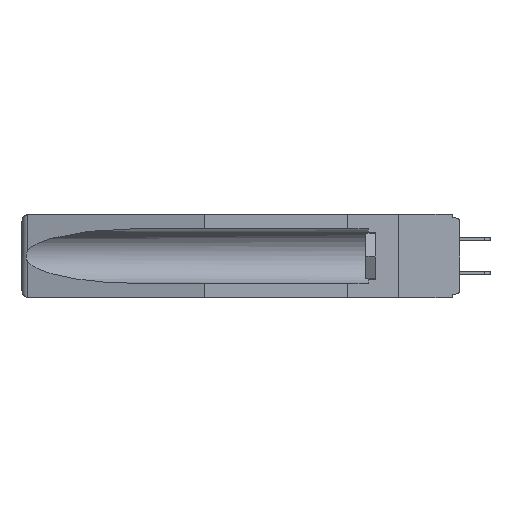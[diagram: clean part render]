
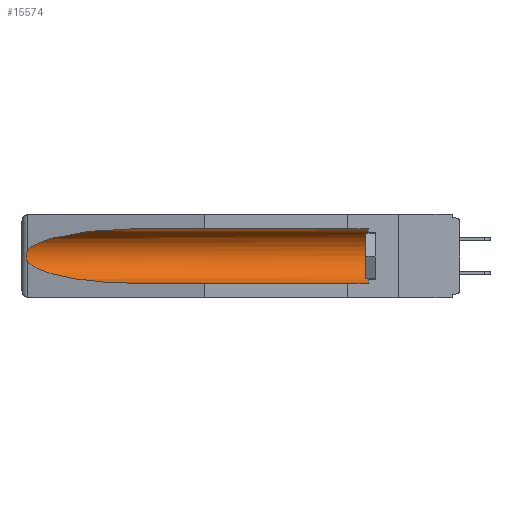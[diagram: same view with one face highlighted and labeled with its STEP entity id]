
A CAD part, left-side view. The second image highlights one B-rep face of the part: STEP entity #15574.
In plain terms, the highlighted cylindrical face has radius 2.857 mm (diameter 5.715 mm), a partial arc.
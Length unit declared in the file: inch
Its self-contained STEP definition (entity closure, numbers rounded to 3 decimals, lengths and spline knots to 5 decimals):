
#54 = CARTESIAN_POINT ( 'NONE',  ( 0.26537, 1.52718, -0.14972 ) ) ;
#191 = CARTESIAN_POINT ( 'NONE',  ( 0.25451, 1.48313, -0.24835 ) ) ;
#347 = CARTESIAN_POINT ( 'NONE',  ( 0.26537, 1.52718, -0.14972 ) ) ;
#435 =( BOUNDED_CURVE ( )  B_SPLINE_CURVE ( 3, ( #4654, #17907, #9089, #347 ),
 .UNSPECIFIED., .F., .F. ) 
 B_SPLINE_CURVE_WITH_KNOTS ( ( 4, 4 ),
 ( 4.71239, 6.08839 ),
 .UNSPECIFIED. ) 
 CURVE ( )  GEOMETRIC_REPRESENTATION_ITEM ( )  RATIONAL_B_SPLINE_CURVE ( ( 1., 0.848, 0.848, 1. ) ) 
 REPRESENTATION_ITEM ( '' )  );
#1253 = CARTESIAN_POINT ( 'NONE',  ( 0.26597, 1.52961, -0.15275 ) ) ;
#1511 = CARTESIAN_POINT ( 'NONE',  ( 0.21114, 1.30732, -0.284 ) ) ;
#1954 = CARTESIAN_POINT ( 'NONE',  ( 0.26537, 1.52718, -0.19328 ) ) ;
#1963 = VERTEX_POINT ( 'NONE', #2651 ) ;
#1968 = EDGE_CURVE ( 'NONE', #6650, #5691, #14912, .T. ) ;
#2343 = CARTESIAN_POINT ( 'NONE',  ( 0.155, -0.30754, -0.1715 ) ) ;
#2651 = CARTESIAN_POINT ( 'NONE',  ( 0.26537, 1.52718, -0.14972 ) ) ;
#2848 = CARTESIAN_POINT ( 'NONE',  ( 0.2675, 1.53308, -0.16763 ) ) ;
#3130 = CARTESIAN_POINT ( 'NONE',  ( 0.155, 0.126, -0.059 ) ) ;
#3452 = CYLINDRICAL_SURFACE ( 'NONE', #12488, 0.1125 ) ;
#3511 = CARTESIAN_POINT ( 'NONE',  ( 0.155, 1.07973, -0.059 ) ) ;
#3739 = ORIENTED_EDGE ( 'NONE', *, *, #12359, .F. ) ;
#4032 = VECTOR ( 'NONE', #17254, 39.37008 ) ;
#4063 = VERTEX_POINT ( 'NONE', #3511 ) ;
#4165 = CARTESIAN_POINT ( 'NONE',  ( 0.26654, 1.53092, -0.15636 ) ) ;
#4654 = CARTESIAN_POINT ( 'NONE',  ( 0.155, 1.07973, -0.059 ) ) ;
#5221 = VECTOR ( 'NONE', #7156, 39.37008 ) ;
#5394 = CARTESIAN_POINT ( 'NONE',  ( 0.155, 0.126, -0.1715 ) ) ;
#5691 = VERTEX_POINT ( 'NONE', #13022 ) ;
#5794 = CIRCLE ( 'NONE', #16656, 0.1125 ) ;
#5815 = CARTESIAN_POINT ( 'NONE',  ( 0.26537, 1.52718, -0.19328 ) ) ;
#6546 = EDGE_CURVE ( 'NONE', #13951, #12409, #5794, .T. ) ;
#6614 = B_SPLINE_CURVE_WITH_KNOTS ( 'NONE', 3,
 ( #54, #1253, #4165, #13096, #2848, #10215, #7037, #10283, #8788, #5815 ),
 .UNSPECIFIED., .F., .F.,
 ( 4, 2, 2, 2, 4 ),
 ( 0., 0.00029, 0.00058, 0.00087, 0.00117 ),
 .UNSPECIFIED. ) ;
#6650 = VERTEX_POINT ( 'NONE', #18768 ) ;
#6797 = LINE ( 'NONE', #15683, #4032 ) ;
#6993 = ORIENTED_EDGE ( 'NONE', *, *, #6546, .T. ) ;
#7037 = CARTESIAN_POINT ( 'NONE',  ( 0.2673, 1.53269, -0.17917 ) ) ;
#7156 = DIRECTION ( 'NONE',  ( 0., 1., 0. ) ) ;
#7175 = ORIENTED_EDGE ( 'NONE', *, *, #15991, .T. ) ;
#7222 = CARTESIAN_POINT ( 'NONE',  ( 0.155, 0.126, -0.284 ) ) ;
#7289 = LINE ( 'NONE', #16013, #5221 ) ;
#7974 = ORIENTED_EDGE ( 'NONE', *, *, #10777, .T. ) ;
#8788 = CARTESIAN_POINT ( 'NONE',  ( 0.26597, 1.5296, -0.19026 ) ) ;
#9089 = CARTESIAN_POINT ( 'NONE',  ( 0.25451, 1.48313, -0.09465 ) ) ;
#10215 = CARTESIAN_POINT ( 'NONE',  ( 0.2675, 1.53308, -0.17534 ) ) ;
#10283 = CARTESIAN_POINT ( 'NONE',  ( 0.26655, 1.53094, -0.18657 ) ) ;
#10777 = EDGE_CURVE ( 'NONE', #12409, #4063, #7289, .T. ) ;
#11234 = DIRECTION ( 'NONE',  ( 0., 0., 1. ) ) ;
#12359 = EDGE_CURVE ( 'NONE', #13951, #5691, #6797, .T. ) ;
#12409 = VERTEX_POINT ( 'NONE', #3130 ) ;
#12488 = AXIS2_PLACEMENT_3D ( 'NONE', #2343, #14315, #12664 ) ;
#12664 = DIRECTION ( 'NONE',  ( 0., 0., 1. ) ) ;
#13022 = CARTESIAN_POINT ( 'NONE',  ( 0.155, 1.07973, -0.284 ) ) ;
#13096 = CARTESIAN_POINT ( 'NONE',  ( 0.2673, 1.5327, -0.16383 ) ) ;
#13951 = VERTEX_POINT ( 'NONE', #7222 ) ;
#14315 = DIRECTION ( 'NONE',  ( 0., 1., 0. ) ) ;
#14766 = FACE_OUTER_BOUND ( 'NONE', #16766, .T. ) ;
#14912 =( BOUNDED_CURVE ( )  B_SPLINE_CURVE ( 3, ( #1954, #191, #1511, #17613 ),
 .UNSPECIFIED., .F., .T. ) 
 B_SPLINE_CURVE_WITH_KNOTS ( ( 4, 4 ),
 ( 0.1948, 1.5708 ),
 .UNSPECIFIED. ) 
 CURVE ( )  GEOMETRIC_REPRESENTATION_ITEM ( )  RATIONAL_B_SPLINE_CURVE ( ( 1., 0.848, 0.848, 1. ) ) 
 REPRESENTATION_ITEM ( '' )  );
#15310 = EDGE_CURVE ( 'NONE', #4063, #1963, #435, .T. ) ;
#15393 = ORIENTED_EDGE ( 'NONE', *, *, #15310, .T. ) ;
#15574 = ADVANCED_FACE ( 'NONE', ( #14766 ), #3452, .F. ) ;
#15683 = CARTESIAN_POINT ( 'NONE',  ( 0.155, -0.30754, -0.284 ) ) ;
#15991 = EDGE_CURVE ( 'NONE', #1963, #6650, #6614, .T. ) ;
#16013 = CARTESIAN_POINT ( 'NONE',  ( 0.155, -0.30754, -0.059 ) ) ;
#16656 = AXIS2_PLACEMENT_3D ( 'NONE', #5394, #18528, #11234 ) ;
#16766 = EDGE_LOOP ( 'NONE', ( #15393, #7175, #18309, #3739, #6993, #7974 ) ) ;
#17254 = DIRECTION ( 'NONE',  ( 0., 1., 0. ) ) ;
#17613 = CARTESIAN_POINT ( 'NONE',  ( 0.155, 1.07973, -0.284 ) ) ;
#17907 = CARTESIAN_POINT ( 'NONE',  ( 0.21114, 1.30732, -0.059 ) ) ;
#18309 = ORIENTED_EDGE ( 'NONE', *, *, #1968, .T. ) ;
#18528 = DIRECTION ( 'NONE',  ( 0., -1., 0. ) ) ;
#18768 = CARTESIAN_POINT ( 'NONE',  ( 0.26537, 1.52718, -0.19328 ) ) ;
